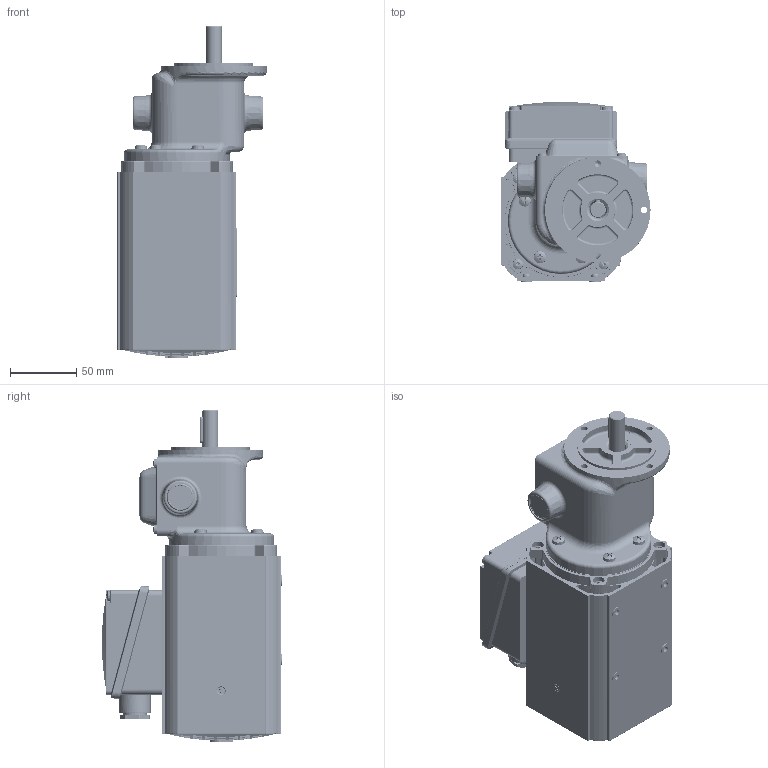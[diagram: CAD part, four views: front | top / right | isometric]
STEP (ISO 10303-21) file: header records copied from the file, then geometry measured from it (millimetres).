
FILE_DESCRIPTION (( 'STEP AP214' ), '1' );
FILE_NAME ('Motor IGLU80-40 mit Getr. Z5.STEP', '2017-12-11T07:56:49', ( 'gfeller' ), ( '' ), 'SwSTEP 2.0', 'SolidWorks 2017', '' );
FILE_SCHEMA (( 'AUTOMOTIVE_DESIGN' ));
Length unit declared in the file: millimetre
Products named in the file (1): Motor IGLU80-40 mit Getr. Z5
Bounding box: 112.98 x 136.43 x 251.4 mm (x, y, z)
Volume: 585019.3 mm3; surface area: 368833 mm2
Topology: 94 solids, 95 shells, 4961 faces, 12070 edges, 7205 vertices
Faces by surface type: plane 1769, cylinder 1699, cone 599, torus 499, sphere 206, bspline 189
Entity records: 212963 total; most frequent: CARTESIAN_POINT 42410, DIRECTION 24982, ORIENTED_EDGE 23628, EDGE_CURVE 11814, AXIS2_PLACEMENT_3D 9914, VERTEX_POINT 7175, EDGE_LOOP 5439, VECTOR 5154
